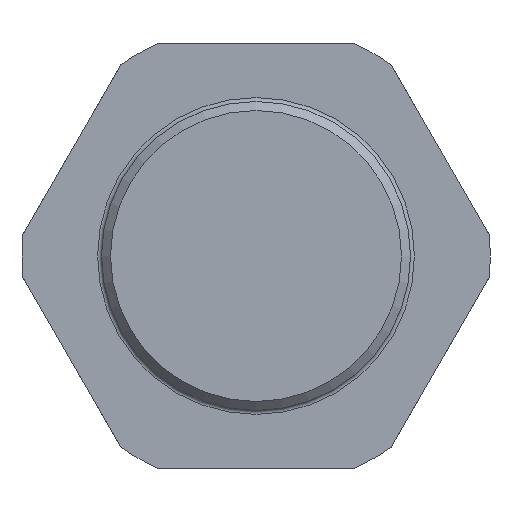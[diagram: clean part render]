
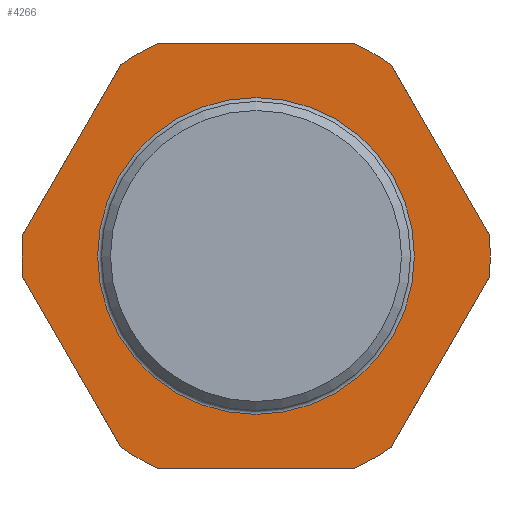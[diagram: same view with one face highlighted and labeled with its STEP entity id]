
A CAD part, left-side view. The second image highlights one B-rep face of the part: STEP entity #4266.
In plain terms, the highlighted planar face has unit normal (-1, 0, 0).
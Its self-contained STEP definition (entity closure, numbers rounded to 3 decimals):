
#105=FACE_BOUND('',#933,.T.);
#220=LINE('',#6357,#387);
#223=LINE('',#6387,#390);
#226=LINE('',#6417,#393);
#229=LINE('',#6447,#396);
#232=LINE('',#6477,#399);
#235=LINE('',#6497,#402);
#387=VECTOR('',#5071,10.);
#390=VECTOR('',#5076,10.);
#393=VECTOR('',#5081,10.);
#396=VECTOR('',#5086,10.);
#399=VECTOR('',#5091,10.);
#402=VECTOR('',#5096,10.);
#698=FACE_OUTER_BOUND('',#932,.T.);
#932=EDGE_LOOP('',(#2661,#2662,#2663,#2664,#2665,#2666,#2667,#2668,#2669,
#2670,#2671,#2672));
#933=EDGE_LOOP('',(#2673,#2674));
#1164=CIRCLE('',#4524,30.3);
#1165=CIRCLE('',#4526,30.3);
#1167=CIRCLE('',#4529,30.3);
#1170=CIRCLE('',#4533,30.3);
#1172=CIRCLE('',#4536,30.3);
#1173=CIRCLE('',#4538,30.3);
#1178=CIRCLE('',#4545,20.5);
#1179=CIRCLE('',#4546,20.5);
#1484=VERTEX_POINT('',#6354);
#1485=VERTEX_POINT('',#6356);
#1488=VERTEX_POINT('',#6384);
#1489=VERTEX_POINT('',#6386);
#1492=VERTEX_POINT('',#6414);
#1493=VERTEX_POINT('',#6416);
#1496=VERTEX_POINT('',#6444);
#1497=VERTEX_POINT('',#6446);
#1500=VERTEX_POINT('',#6474);
#1501=VERTEX_POINT('',#6476);
#1504=VERTEX_POINT('',#6494);
#1505=VERTEX_POINT('',#6496);
#1509=VERTEX_POINT('',#6537);
#1510=VERTEX_POINT('',#6538);
#1934=EDGE_CURVE('',#1485,#1484,#220,.T.);
#1938=EDGE_CURVE('',#1489,#1488,#223,.T.);
#1942=EDGE_CURVE('',#1493,#1492,#226,.T.);
#1946=EDGE_CURVE('',#1497,#1496,#229,.T.);
#1950=EDGE_CURVE('',#1501,#1500,#232,.T.);
#1954=EDGE_CURVE('',#1505,#1504,#235,.T.);
#1958=EDGE_CURVE('',#1505,#1496,#1164,.T.);
#1959=EDGE_CURVE('',#1493,#1504,#1165,.T.);
#1961=EDGE_CURVE('',#1489,#1500,#1167,.T.);
#1964=EDGE_CURVE('',#1497,#1488,#1170,.T.);
#1966=EDGE_CURVE('',#1501,#1484,#1172,.T.);
#1967=EDGE_CURVE('',#1485,#1492,#1173,.T.);
#1972=EDGE_CURVE('',#1509,#1510,#1178,.T.);
#1973=EDGE_CURVE('',#1510,#1509,#1179,.T.);
#2661=ORIENTED_EDGE('',*,*,#1934,.T.);
#2662=ORIENTED_EDGE('',*,*,#1966,.F.);
#2663=ORIENTED_EDGE('',*,*,#1950,.T.);
#2664=ORIENTED_EDGE('',*,*,#1961,.F.);
#2665=ORIENTED_EDGE('',*,*,#1938,.T.);
#2666=ORIENTED_EDGE('',*,*,#1964,.F.);
#2667=ORIENTED_EDGE('',*,*,#1946,.T.);
#2668=ORIENTED_EDGE('',*,*,#1958,.F.);
#2669=ORIENTED_EDGE('',*,*,#1954,.T.);
#2670=ORIENTED_EDGE('',*,*,#1959,.F.);
#2671=ORIENTED_EDGE('',*,*,#1942,.T.);
#2672=ORIENTED_EDGE('',*,*,#1967,.F.);
#2673=ORIENTED_EDGE('',*,*,#1972,.T.);
#2674=ORIENTED_EDGE('',*,*,#1973,.T.);
#3926=PLANE('',#4544);
#4266=ADVANCED_FACE('',(#698,#105),#3926,.T.);
#4524=AXIS2_PLACEMENT_3D('',#6514,#5102,#5103);
#4526=AXIS2_PLACEMENT_3D('',#6516,#5106,#5107);
#4529=AXIS2_PLACEMENT_3D('',#6519,#5112,#5113);
#4533=AXIS2_PLACEMENT_3D('',#6523,#5120,#5121);
#4536=AXIS2_PLACEMENT_3D('',#6526,#5126,#5127);
#4538=AXIS2_PLACEMENT_3D('',#6528,#5130,#5131);
#4544=AXIS2_PLACEMENT_3D('',#6536,#5142,#5143);
#4545=AXIS2_PLACEMENT_3D('',#6539,#5144,#5145);
#4546=AXIS2_PLACEMENT_3D('',#6540,#5146,#5147);
#5071=DIRECTION('',(0.,0.5,0.866));
#5076=DIRECTION('',(0.,0.5,-0.866));
#5081=DIRECTION('',(0.,-0.5,0.866));
#5086=DIRECTION('',(0.,-0.5,-0.866));
#5091=DIRECTION('',(0.,1.,0.));
#5096=DIRECTION('',(0.,-1.,0.));
#5102=DIRECTION('center_axis',(1.,0.,0.));
#5103=DIRECTION('ref_axis',(0.,0.,
1.));
#5106=DIRECTION('center_axis',(1.,0.,0.));
#5107=DIRECTION('ref_axis',(0.,0.,
1.));
#5112=DIRECTION('center_axis',(1.,0.,0.));
#5113=DIRECTION('ref_axis',(0.,0.,
1.));
#5120=DIRECTION('center_axis',(1.,0.,0.));
#5121=DIRECTION('ref_axis',(0.,0.,
1.));
#5126=DIRECTION('center_axis',(1.,0.,0.));
#5127=DIRECTION('ref_axis',(0.,0.,
1.));
#5130=DIRECTION('center_axis',(1.,0.,0.));
#5131=DIRECTION('ref_axis',(0.,0.,
1.));
#5142=DIRECTION('center_axis',(-1.,0.,0.));
#5143=DIRECTION('ref_axis',(0.,0.,
-1.));
#5144=DIRECTION('center_axis',(1.,0.,0.));
#5145=DIRECTION('ref_axis',(0.,0.,
1.));
#5146=DIRECTION('center_axis',(1.,0.,0.));
#5147=DIRECTION('ref_axis',(0.,0.,
1.));
#6354=CARTESIAN_POINT('',(-4.75,-17.455,24.767));
#6356=CARTESIAN_POINT('',(-4.75,-30.177,2.733));
#6357=CARTESIAN_POINT('',(-4.75,-30.784,1.681));
#6384=CARTESIAN_POINT('',(-4.75,30.177,2.733));
#6386=CARTESIAN_POINT('',(-4.75,17.455,24.767));
#6387=CARTESIAN_POINT('',(-4.75,16.848,25.819));
#6414=CARTESIAN_POINT('',(-4.75,-30.177,-2.733));
#6416=CARTESIAN_POINT('',(-4.75,-17.455,-24.767));
#6417=CARTESIAN_POINT('',(-4.75,-24.423,-12.698));
#6444=CARTESIAN_POINT('',(-4.75,17.455,-24.767));
#6446=CARTESIAN_POINT('',(-4.75,30.177,-2.733));
#6447=CARTESIAN_POINT('',(-4.75,23.209,-14.802));
#6474=CARTESIAN_POINT('',(-4.75,12.722,27.5));
#6476=CARTESIAN_POINT('',(-4.75,-12.722,27.5));
#6477=CARTESIAN_POINT('',(-4.75,-21.511,27.5));
#6494=CARTESIAN_POINT('',(-4.75,-12.722,-27.5));
#6496=CARTESIAN_POINT('',(-4.75,12.722,-27.5));
#6497=CARTESIAN_POINT('',(-4.75,-8.789,-27.5));
#6514=CARTESIAN_POINT('Origin',(-4.75,0.,0.));
#6516=CARTESIAN_POINT('Origin',(-4.75,0.,0.));
#6519=CARTESIAN_POINT('Origin',(-4.75,0.,0.));
#6523=CARTESIAN_POINT('Origin',(-4.75,0.,0.));
#6526=CARTESIAN_POINT('Origin',(-4.75,0.,0.));
#6528=CARTESIAN_POINT('Origin',(-4.75,0.,0.));
#6536=CARTESIAN_POINT('Origin',(-4.75,-30.3,0.));
#6537=CARTESIAN_POINT('',(-4.75,-20.5,0.));
#6538=CARTESIAN_POINT('',(-4.75,0.,-20.5));
#6539=CARTESIAN_POINT('Origin',(-4.75,0.,0.));
#6540=CARTESIAN_POINT('Origin',(-4.75,0.,0.));
